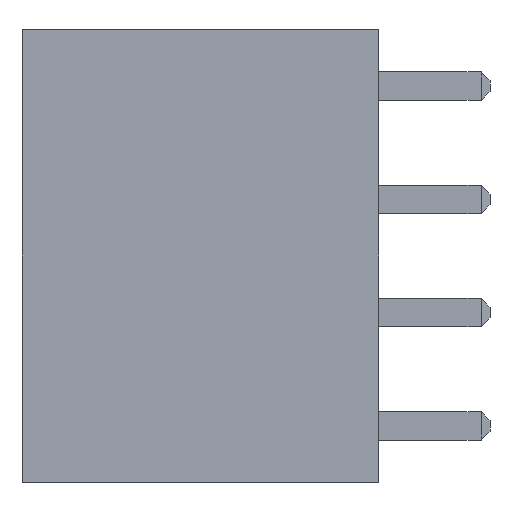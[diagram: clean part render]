
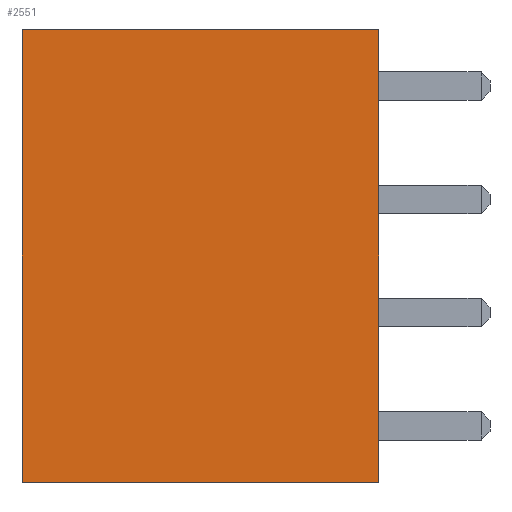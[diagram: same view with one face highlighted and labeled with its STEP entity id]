
A CAD part, left-side view. The second image highlights one B-rep face of the part: STEP entity #2551.
In plain terms, the highlighted planar face has unit normal (-1, 0, 0).
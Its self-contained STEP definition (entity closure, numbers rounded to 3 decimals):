
#92=FACE_OUTER_BOUND('',#246,.T.);
#246=EDGE_LOOP('',(#1918,#1919,#1920,#1921));
#399=LINE('',#3589,#743);
#431=LINE('',#3647,#775);
#510=LINE('',#3803,#854);
#511=LINE('',#3804,#855);
#743=VECTOR('',#2908,10.);
#775=VECTOR('',#2956,10.);
#854=VECTOR('',#3117,10.);
#855=VECTOR('',#3118,10.);
#1074=VERTEX_POINT('',#3586);
#1075=VERTEX_POINT('',#3588);
#1093=VERTEX_POINT('',#3645);
#1129=VERTEX_POINT('',#3802);
#1295=EDGE_CURVE('',#1075,#1074,#399,.T.);
#1327=EDGE_CURVE('',#1093,#1074,#431,.T.);
#1406=EDGE_CURVE('',#1129,#1075,#510,.T.);
#1407=EDGE_CURVE('',#1129,#1093,#511,.T.);
#1918=ORIENTED_EDGE('',*,*,#1406,.T.);
#1919=ORIENTED_EDGE('',*,*,#1295,.T.);
#1920=ORIENTED_EDGE('',*,*,#1327,.F.);
#1921=ORIENTED_EDGE('',*,*,#1407,.F.);
#2320=PLANE('',#2725);
#2551=ADVANCED_FACE('',(#92),#2320,.T.);
#2725=AXIS2_PLACEMENT_3D('',#3801,#3115,#3116);
#2908=DIRECTION('',(0.,1.,0.));
#2956=DIRECTION('',(0.,0.,1.));
#3115=DIRECTION('center_axis',(-1.,0.,0.));
#3116=DIRECTION('ref_axis',(0.,0.,1.));
#3117=DIRECTION('',(0.,0.,1.));
#3118=DIRECTION('',(0.,1.,0.));
#3586=CARTESIAN_POINT('',(-3.366,8.,11.435));
#3588=CARTESIAN_POINT('',(-3.366,0.,11.435));
#3589=CARTESIAN_POINT('',(-3.366,0.,11.435));
#3645=CARTESIAN_POINT('',(-3.366,8.,1.275));
#3647=CARTESIAN_POINT('',(-3.366,8.,1.275));
#3801=CARTESIAN_POINT('Origin',(-3.366,0.,1.275));
#3802=CARTESIAN_POINT('',(-3.366,0.,1.275));
#3803=CARTESIAN_POINT('',(-3.366,0.,1.275));
#3804=CARTESIAN_POINT('',(-3.366,0.,1.275));
